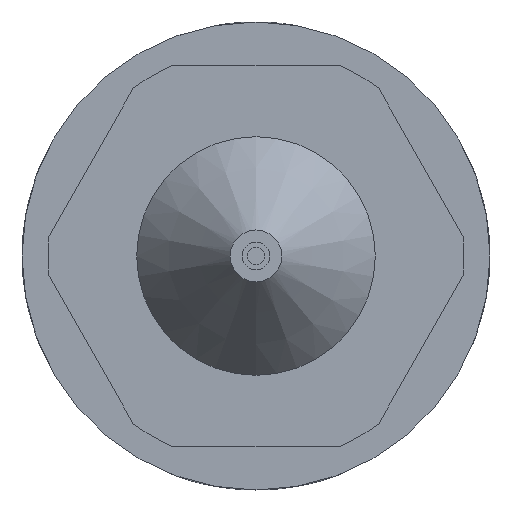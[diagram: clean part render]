
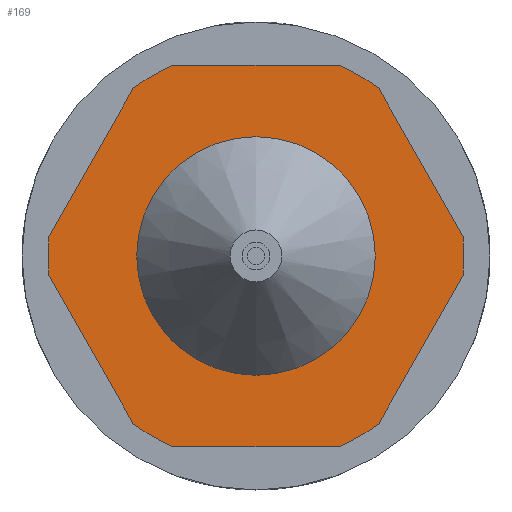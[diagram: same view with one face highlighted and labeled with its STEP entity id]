
A CAD part, left-side view. The second image highlights one B-rep face of the part: STEP entity #169.
In plain terms, the highlighted planar face has unit normal (-1, 0, 0).
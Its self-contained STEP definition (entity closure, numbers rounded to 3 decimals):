
#169 = ADVANCED_FACE( '', ( #372, #373 ), #374, .F. );
#372 = FACE_BOUND( '', #593, .T. );
#373 = FACE_OUTER_BOUND( '', #594, .T. );
#374 = PLANE( '', #595 );
#593 = EDGE_LOOP( '', ( #945 ) );
#594 = EDGE_LOOP( '', ( #946, #947, #948, #949, #950, #951, #952, #953, #954, #955, #956, #957 ) );
#595 = AXIS2_PLACEMENT_3D( '', #958, #959, #960 );
#945 = ORIENTED_EDGE( '', *, *, #1080, .F. );
#946 = ORIENTED_EDGE( '', *, *, #1198, .T. );
#947 = ORIENTED_EDGE( '', *, *, #1199, .T. );
#948 = ORIENTED_EDGE( '', *, *, #1153, .T. );
#949 = ORIENTED_EDGE( '', *, *, #1087, .T. );
#950 = ORIENTED_EDGE( '', *, *, #1200, .T. );
#951 = ORIENTED_EDGE( '', *, *, #1193, .T. );
#952 = ORIENTED_EDGE( '', *, *, #1201, .T. );
#953 = ORIENTED_EDGE( '', *, *, #1158, .T. );
#954 = ORIENTED_EDGE( '', *, *, #1115, .T. );
#955 = ORIENTED_EDGE( '', *, *, #1122, .T. );
#956 = ORIENTED_EDGE( '', *, *, #1142, .T. );
#957 = ORIENTED_EDGE( '', *, *, #1112, .T. );
#958 = CARTESIAN_POINT( '', ( -10., 0., 12. ) );
#959 = DIRECTION( '', ( 1., 0., 0. ) );
#960 = DIRECTION( '', ( 0., 0., -1. ) );
#1080 = EDGE_CURVE( '', #1235, #1235, #1236, .T. );
#1087 = EDGE_CURVE( '', #1248, #1246, #1249, .T. );
#1112 = EDGE_CURVE( '', #1287, #1285, #1288, .T. );
#1115 = EDGE_CURVE( '', #1291, #1292, #1293, .T. );
#1122 = EDGE_CURVE( '', #1292, #1302, #1304, .T. );
#1142 = EDGE_CURVE( '', #1302, #1287, #1337, .T. );
#1153 = EDGE_CURVE( '', #1353, #1248, #1354, .T. );
#1158 = EDGE_CURVE( '', #1361, #1291, #1362, .T. );
#1193 = EDGE_CURVE( '', #1411, #1409, #1412, .T. );
#1198 = EDGE_CURVE( '', #1285, #1417, #1418, .T. );
#1199 = EDGE_CURVE( '', #1417, #1353, #1419, .T. );
#1200 = EDGE_CURVE( '', #1246, #1411, #1420, .T. );
#1201 = EDGE_CURVE( '', #1409, #1361, #1421, .T. );
#1235 = VERTEX_POINT( '', #1460 );
#1236 = CIRCLE( '', #1461, 6.885 );
#1246 = VERTEX_POINT( '', #1541 );
#1248 = VERTEX_POINT( '', #1544 );
#1249 = LINE( '', #1545, #1546 );
#1285 = VERTEX_POINT( '', #1645 );
#1287 = VERTEX_POINT( '', #1648 );
#1288 = LINE( '', #1649, #1650 );
#1291 = VERTEX_POINT( '', #1654 );
#1292 = VERTEX_POINT( '', #1655 );
#1293 = CIRCLE( '', #1656, 12. );
#1302 = VERTEX_POINT( '', #1668 );
#1304 = LINE( '', #1671, #1672 );
#1337 = CIRCLE( '', #1764, 12. );
#1353 = VERTEX_POINT( '', #1780 );
#1354 = CIRCLE( '', #1781, 12. );
#1361 = VERTEX_POINT( '', #1790 );
#1362 = LINE( '', #1791, #1792 );
#1409 = VERTEX_POINT( '', #1844 );
#1411 = VERTEX_POINT( '', #1847 );
#1412 = LINE( '', #1848, #1849 );
#1417 = VERTEX_POINT( '', #1856 );
#1418 = CIRCLE( '', #1857, 12. );
#1419 = LINE( '', #1858, #1859 );
#1420 = CIRCLE( '', #1860, 12. );
#1421 = CIRCLE( '', #1861, 12. );
#1460 = CARTESIAN_POINT( '', ( -10., 0., 6.885 ) );
#1461 = AXIS2_PLACEMENT_3D( '', #1960, #1961, #1962 );
#1541 = CARTESIAN_POINT( '', ( -10., 7.07, -9.696 ) );
#1544 = CARTESIAN_POINT( '', ( -10., 11.947, -1.125 ) );
#1545 = CARTESIAN_POINT( '', ( -10., 14.667, 3.655 ) );
#1546 = VECTOR( '', #1968, 1000. );
#1645 = CARTESIAN_POINT( '', ( -10., 4.796, 11. ) );
#1648 = CARTESIAN_POINT( '', ( -10., -4.796, 11. ) );
#1649 = CARTESIAN_POINT( '', ( -10., 0., 11. ) );
#1650 = VECTOR( '', #1997, 1000. );
#1654 = CARTESIAN_POINT( '', ( -10., -11.947, -1.125 ) );
#1655 = CARTESIAN_POINT( '', ( -10., -11.947, 1.125 ) );
#1656 = AXIS2_PLACEMENT_3D( '', #1999, #2000, #2001 );
#1668 = CARTESIAN_POINT( '', ( -10., -7.07, 9.696 ) );
#1671 = CARTESIAN_POINT( '', ( -10., -4.35, 14.475 ) );
#1672 = VECTOR( '', #2009, 1000. );
#1764 = AXIS2_PLACEMENT_3D( '', #2038, #2039, #2040 );
#1780 = CARTESIAN_POINT( '', ( -10., 11.947, 1.125 ) );
#1781 = AXIS2_PLACEMENT_3D( '', #2059, #2060, #2061 );
#1790 = CARTESIAN_POINT( '', ( -10., -7.07, -9.696 ) );
#1791 = CARTESIAN_POINT( '', ( -10., -14.667, 3.655 ) );
#1792 = VECTOR( '', #2067, 1000. );
#1844 = CARTESIAN_POINT( '', ( -10., -4.796, -11. ) );
#1847 = CARTESIAN_POINT( '', ( -10., 4.796, -11. ) );
#1848 = CARTESIAN_POINT( '', ( -10., 0., -11. ) );
#1849 = VECTOR( '', #2110, 1000. );
#1856 = CARTESIAN_POINT( '', ( -10., 7.07, 9.696 ) );
#1857 = AXIS2_PLACEMENT_3D( '', #2113, #2114, #2115 );
#1858 = CARTESIAN_POINT( '', ( -10., 4.35, 14.475 ) );
#1859 = VECTOR( '', #2116, 1000. );
#1860 = AXIS2_PLACEMENT_3D( '', #2117, #2118, #2119 );
#1861 = AXIS2_PLACEMENT_3D( '', #2120, #2121, #2122 );
#1960 = CARTESIAN_POINT( '', ( -10., 0., 0. ) );
#1961 = DIRECTION( '', ( -1., 0., 0. ) );
#1962 = DIRECTION( '', ( 0., 0., 1. ) );
#1968 = DIRECTION( '', ( 0., -0.495, -0.869 ) );
#1997 = DIRECTION( '', ( 0., 1., 0. ) );
#1999 = CARTESIAN_POINT( '', ( -10., 0., 0. ) );
#2000 = DIRECTION( '', ( -1., 0., 0. ) );
#2001 = DIRECTION( '', ( 0., 0., 1. ) );
#2009 = DIRECTION( '', ( 0., 0.495, 0.869 ) );
#2038 = CARTESIAN_POINT( '', ( -10., 0., 0. ) );
#2039 = DIRECTION( '', ( -1., 0., 0. ) );
#2040 = DIRECTION( '', ( 0., 0., 1. ) );
#2059 = CARTESIAN_POINT( '', ( -10., 0., 0. ) );
#2060 = DIRECTION( '', ( -1., 0., 0. ) );
#2061 = DIRECTION( '', ( 0., 0., 1. ) );
#2067 = DIRECTION( '', ( 0., -0.495, 0.869 ) );
#2110 = DIRECTION( '', ( 0., -1., 0. ) );
#2113 = CARTESIAN_POINT( '', ( -10., 0., 0. ) );
#2114 = DIRECTION( '', ( -1., 0., 0. ) );
#2115 = DIRECTION( '', ( 0., 0., 1. ) );
#2116 = DIRECTION( '', ( 0., 0.495, -0.869 ) );
#2117 = CARTESIAN_POINT( '', ( -10., 0., 0. ) );
#2118 = DIRECTION( '', ( -1., 0., 0. ) );
#2119 = DIRECTION( '', ( 0., 0., 1. ) );
#2120 = CARTESIAN_POINT( '', ( -10., 0., 0. ) );
#2121 = DIRECTION( '', ( -1., 0., 0. ) );
#2122 = DIRECTION( '', ( 0., 0., 1. ) );
